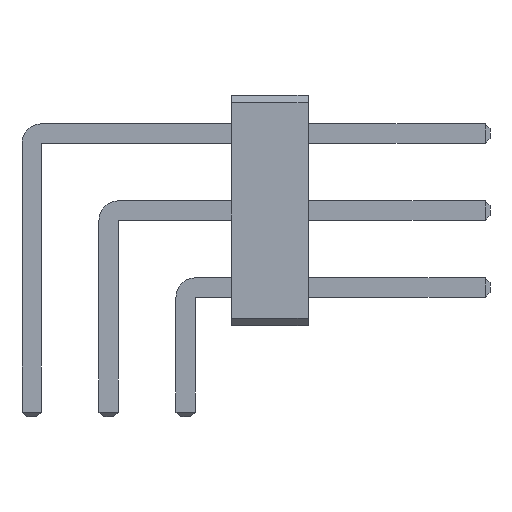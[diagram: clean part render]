
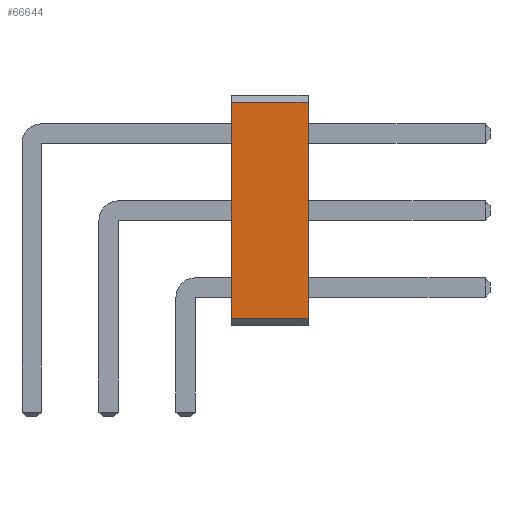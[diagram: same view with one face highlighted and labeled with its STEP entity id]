
A CAD part, front view. The second image highlights one B-rep face of the part: STEP entity #66644.
In plain terms, the highlighted planar face has unit normal (0, -1, 0).
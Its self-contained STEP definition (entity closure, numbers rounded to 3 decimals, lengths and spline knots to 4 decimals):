
#66644 = ADVANCED_FACE('',(#66645),#66679,.T.);
#66645 = FACE_BOUND('',#66646,.T.);
#66646 = EDGE_LOOP('',(#66647,#66657,#66665,#66673));
#66647 = ORIENTED_EDGE('',*,*,#66648,.T.);
#66648 = EDGE_CURVE('',#66649,#66651,#66653,.T.);
#66649 = VERTEX_POINT('',#66650);
#66650 = CARTESIAN_POINT('',(6.58,-85.09,0.254));
#66651 = VERTEX_POINT('',#66652);
#66652 = CARTESIAN_POINT('',(9.12,-85.09,0.254));
#66653 = LINE('',#66654,#66655);
#66654 = CARTESIAN_POINT('',(6.58,-85.09,0.254));
#66655 = VECTOR('',#66656,1.);
#66656 = DIRECTION('',(1.,0.,0.));
#66657 = ORIENTED_EDGE('',*,*,#66658,.T.);
#66658 = EDGE_CURVE('',#66651,#66659,#66661,.T.);
#66659 = VERTEX_POINT('',#66660);
#66660 = CARTESIAN_POINT('',(9.12,-85.09,7.366));
#66661 = LINE('',#66662,#66663);
#66662 = CARTESIAN_POINT('',(9.12,-85.09,0.254));
#66663 = VECTOR('',#66664,1.);
#66664 = DIRECTION('',(0.,0.,1.));
#66665 = ORIENTED_EDGE('',*,*,#66666,.F.);
#66666 = EDGE_CURVE('',#66667,#66659,#66669,.T.);
#66667 = VERTEX_POINT('',#66668);
#66668 = CARTESIAN_POINT('',(6.58,-85.09,7.366));
#66669 = LINE('',#66670,#66671);
#66670 = CARTESIAN_POINT('',(6.58,-85.09,7.366));
#66671 = VECTOR('',#66672,1.);
#66672 = DIRECTION('',(1.,0.,0.));
#66673 = ORIENTED_EDGE('',*,*,#66674,.F.);
#66674 = EDGE_CURVE('',#66649,#66667,#66675,.T.);
#66675 = LINE('',#66676,#66677);
#66676 = CARTESIAN_POINT('',(6.58,-85.09,0.254));
#66677 = VECTOR('',#66678,1.);
#66678 = DIRECTION('',(0.,0.,1.));
#66679 = PLANE('',#66680);
#66680 = AXIS2_PLACEMENT_3D('',#66681,#66682,#66683);
#66681 = CARTESIAN_POINT('',(6.58,-85.09,0.254));
#66682 = DIRECTION('',(0.,-1.,0.));
#66683 = DIRECTION('',(0.,0.,1.));
